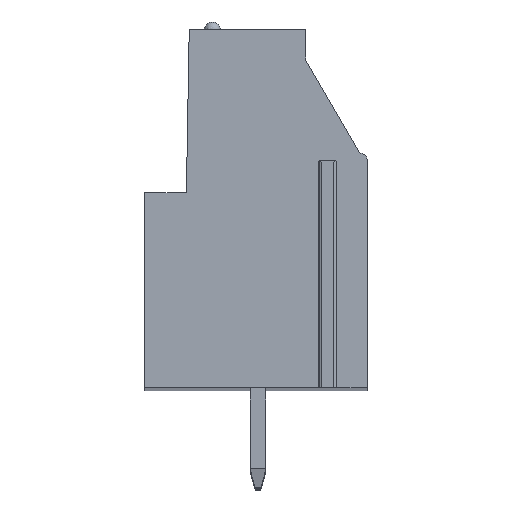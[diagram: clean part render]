
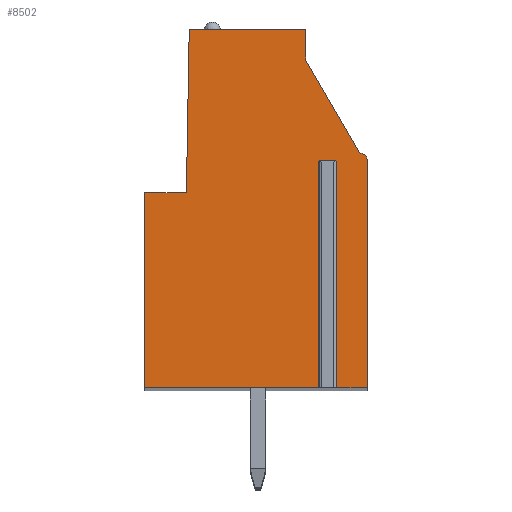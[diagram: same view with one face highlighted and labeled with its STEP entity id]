
A CAD part, top view. The second image highlights one B-rep face of the part: STEP entity #8502.
In plain terms, the highlighted planar face has unit normal (0, 0, 1).
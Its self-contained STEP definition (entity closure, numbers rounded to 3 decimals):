
#984=DIRECTION('',(1.,0.,0.));
#985=VECTOR('',#984,0.5);
#986=CARTESIAN_POINT('',(3.347,2.4,2.54));
#987=LINE('',#986,#985);
#988=DIRECTION('',(0.,1.,0.));
#989=VECTOR('',#988,11.4);
#990=CARTESIAN_POINT('',(3.347,-9.,2.54));
#991=LINE('',#990,#989);
#992=DIRECTION('',(1.,0.,0.));
#993=VECTOR('',#992,8.95);
#994=CARTESIAN_POINT('',(-5.603,-9.,2.54));
#995=LINE('',#994,#993);
#996=DIRECTION('',(0.,-1.,0.));
#997=VECTOR('',#996,9.8);
#998=CARTESIAN_POINT('',(-5.603,0.8,2.54));
#999=LINE('',#998,#997);
#1000=DIRECTION('',(-1.,0.,0.));
#1001=VECTOR('',#1000,2.1);
#1002=CARTESIAN_POINT('',(-3.503,0.8,2.54));
#1003=LINE('',#1002,#1001);
#1004=DIRECTION('',(-0.017,-1.,0.));
#1005=VECTOR('',#1004,8.201);
#1006=CARTESIAN_POINT('',(-3.36,9.,2.54));
#1007=LINE('',#1006,#1005);
#1008=DIRECTION('',(-1.,0.,0.));
#1009=VECTOR('',#1008,5.86);
#1010=CARTESIAN_POINT('',(2.5,9.,2.54));
#1011=LINE('',#1010,#1009);
#1012=DIRECTION('',(0.,1.,0.));
#1013=VECTOR('',#1012,1.523);
#1014=CARTESIAN_POINT('',(2.5,7.477,2.54));
#1015=LINE('',#1014,#1013);
#1016=DIRECTION('',(-0.5,0.866,0.));
#1017=VECTOR('',#1016,5.394);
#1018=CARTESIAN_POINT('',(5.197,2.805,2.54));
#1019=LINE('',#1018,#1017);
#1020=CARTESIAN_POINT('',(5.197,2.405,2.54));
#1021=DIRECTION('',(0.,0.,1.));
#1022=DIRECTION('',(1.,0.,0.));
#1023=AXIS2_PLACEMENT_3D('',#1020,#1021,#1022);
#1025=DIRECTION('',(0.,1.,0.));
#1026=VECTOR('',#1025,11.405);
#1027=CARTESIAN_POINT('',(5.597,-9.,2.54));
#1028=LINE('',#1027,#1026);
#1029=DIRECTION('',(1.,0.,0.));
#1030=VECTOR('',#1029,1.75);
#1031=CARTESIAN_POINT('',(3.847,-9.,2.54));
#1032=LINE('',#1031,#1030);
#1033=DIRECTION('',(0.,1.,0.));
#1034=VECTOR('',#1033,11.4);
#1035=CARTESIAN_POINT('',(3.847,-9.,2.54));
#1036=LINE('',#1035,#1034);
#6117=CARTESIAN_POINT('',(5.597,-9.,2.54));
#6118=CARTESIAN_POINT('',(5.597,2.405,2.54));
#6119=VERTEX_POINT('',#6117);
#6120=VERTEX_POINT('',#6118);
#6121=CARTESIAN_POINT('',(5.197,2.805,2.54));
#6122=VERTEX_POINT('',#6121);
#6123=CARTESIAN_POINT('',(2.5,7.477,2.54));
#6124=VERTEX_POINT('',#6123);
#6125=CARTESIAN_POINT('',(2.5,9.,2.54));
#6126=VERTEX_POINT('',#6125);
#6127=CARTESIAN_POINT('',(-3.36,9.,2.54));
#6128=VERTEX_POINT('',#6127);
#6129=CARTESIAN_POINT('',(-3.503,0.8,2.54));
#6130=VERTEX_POINT('',#6129);
#6131=CARTESIAN_POINT('',(-5.603,0.8,2.54));
#6132=VERTEX_POINT('',#6131);
#6133=CARTESIAN_POINT('',(-5.603,-9.,2.54));
#6134=VERTEX_POINT('',#6133);
#6171=CARTESIAN_POINT('',(3.347,2.4,2.54));
#6172=CARTESIAN_POINT('',(3.847,2.4,2.54));
#6173=VERTEX_POINT('',#6171);
#6174=VERTEX_POINT('',#6172);
#6175=CARTESIAN_POINT('',(3.347,-9.,2.54));
#6176=VERTEX_POINT('',#6175);
#6177=CARTESIAN_POINT('',(3.847,-9.,2.54));
#6178=VERTEX_POINT('',#6177);
#8479=CARTESIAN_POINT('',(0.,0.,2.54));
#8480=DIRECTION('',(0.,0.,1.));
#8481=DIRECTION('',(1.,0.,0.));
#8482=AXIS2_PLACEMENT_3D('',#8479,#8480,#8481);
#8483=PLANE('',#8482);
#8485=ORIENTED_EDGE('',*,*,#8484,.F.);
#8487=ORIENTED_EDGE('',*,*,#8486,.F.);
#8488=ORIENTED_EDGE('',*,*,#7785,.F.);
#8489=ORIENTED_EDGE('',*,*,#8060,.F.);
#8490=ORIENTED_EDGE('',*,*,#8074,.F.);
#8491=ORIENTED_EDGE('',*,*,#8088,.F.);
#8492=ORIENTED_EDGE('',*,*,#8102,.F.);
#8493=ORIENTED_EDGE('',*,*,#8272,.F.);
#8494=ORIENTED_EDGE('',*,*,#8286,.F.);
#8495=ORIENTED_EDGE('',*,*,#8300,.F.);
#8496=ORIENTED_EDGE('',*,*,#8313,.F.);
#8497=ORIENTED_EDGE('',*,*,#7797,.F.);
#8499=ORIENTED_EDGE('',*,*,#8498,.T.);
#8500=EDGE_LOOP('',(#8485,#8487,#8488,#8489,#8490,#8491,#8492,#8493,#8494,#8495,
#8496,#8497,#8499));
#8501=FACE_OUTER_BOUND('',#8500,.F.);
#1024=CIRCLE('',#1023,0.4);
#7785=EDGE_CURVE('',#6134,#6176,#995,.T.);
#7797=EDGE_CURVE('',#6178,#6119,#1032,.T.);
#8060=EDGE_CURVE('',#6132,#6134,#999,.T.);
#8074=EDGE_CURVE('',#6130,#6132,#1003,.T.);
#8088=EDGE_CURVE('',#6128,#6130,#1007,.T.);
#8102=EDGE_CURVE('',#6126,#6128,#1011,.T.);
#8272=EDGE_CURVE('',#6124,#6126,#1015,.T.);
#8286=EDGE_CURVE('',#6122,#6124,#1019,.T.);
#8300=EDGE_CURVE('',#6120,#6122,#1024,.T.);
#8313=EDGE_CURVE('',#6119,#6120,#1028,.T.);
#8484=EDGE_CURVE('',#6173,#6174,#987,.T.);
#8486=EDGE_CURVE('',#6176,#6173,#991,.T.);
#8498=EDGE_CURVE('',#6178,#6174,#1036,.T.);
#8502=ADVANCED_FACE('',(#8501),#8483,.T.);
